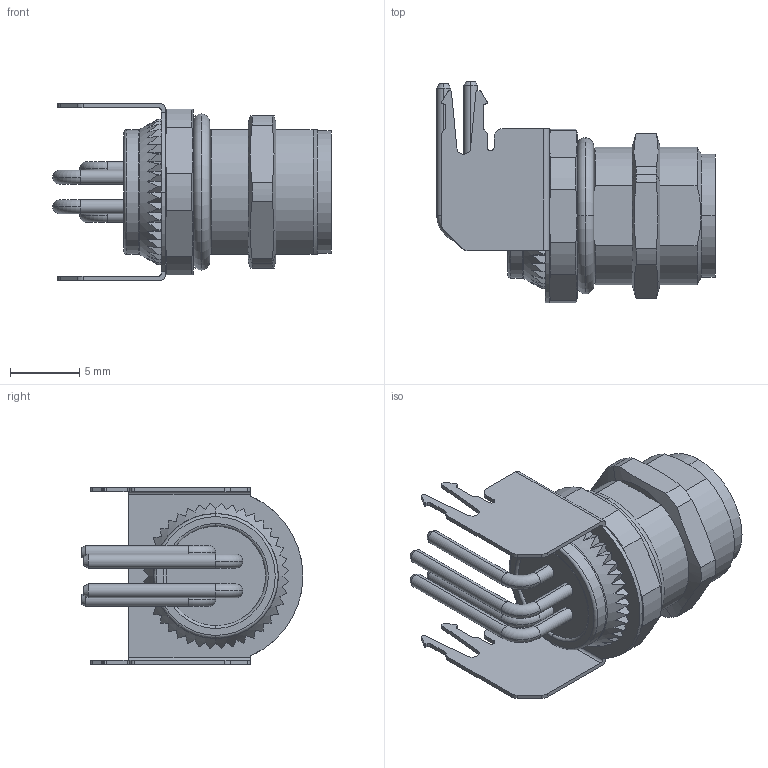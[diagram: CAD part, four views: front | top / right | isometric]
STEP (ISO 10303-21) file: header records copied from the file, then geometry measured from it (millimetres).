
FILE_DESCRIPTION(('STEP AP242'),'1');
FILE_NAME('86_6618_1121_00004.stp','2021-12-12T03:18:40',('TraceParts'),('TraceParts S.A.'),'Spatial InterOp 3D',' ',' ');
FILE_SCHEMA(('AP242_MANAGED_MODEL_BASED_3D_ENGINEERING_MIM_LF {1 0 10303 442 1 1 4}'));
Length unit declared in the file: millimetre
Products named in the file (1): 86_6618_1121_00004_1
Bounding box: 20.15 x 16.05 x 12.8 mm (x, y, z)
Volume: 1227 mm3; surface area: 1927.5 mm2
Topology: 4 solids, 4 shells, 415 faces, 1139 edges, 736 vertices
Faces by surface type: plane 171, cylinder 144, cone 72, torus 28
Entity records: 13440 total; most frequent: CARTESIAN_POINT 2734, DIRECTION 2313, ORIENTED_EDGE 2262, EDGE_CURVE 1131, AXIS2_PLACEMENT_3D 907, VERTEX_POINT 736, LINE 499, VECTOR 499
